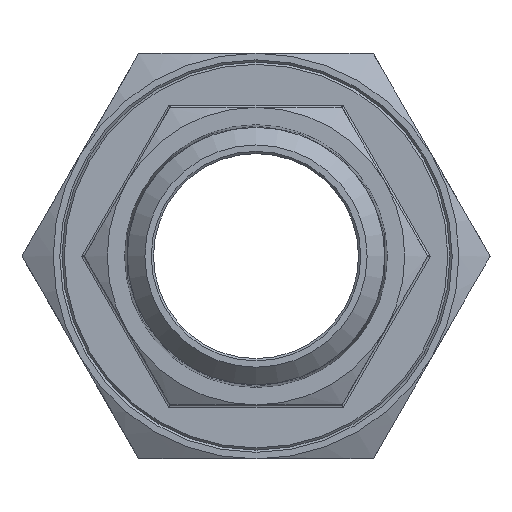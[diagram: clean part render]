
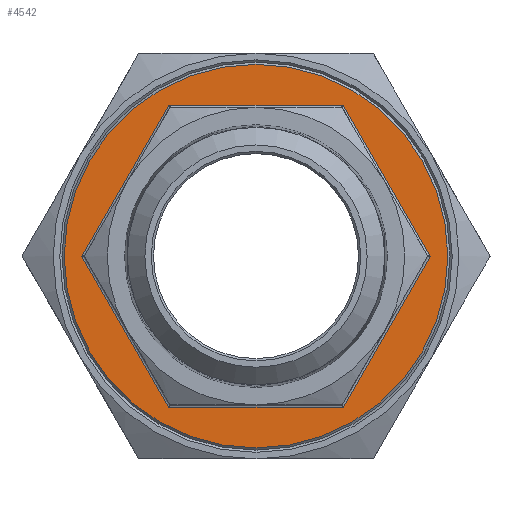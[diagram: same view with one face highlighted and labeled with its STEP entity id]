
A CAD part, left-side view. The second image highlights one B-rep face of the part: STEP entity #4542.
In plain terms, the highlighted planar face has unit normal (-1, 0, 0).
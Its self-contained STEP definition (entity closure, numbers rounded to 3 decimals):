
#1555 = LINE ( 'NONE', #1556, #9417 ) ;
#1556 = CARTESIAN_POINT ( 'NONE',  ( -12.9, 24.79, 25.563 ) ) ;
#1573 = DIRECTION ( 'NONE',  ( 0., 0.5, -0.866 ) ) ;
#1616 = DIRECTION ( 'NONE',  ( 0., 0.5, 0.866 ) ) ;
#1619 = LINE ( 'NONE', #1631, #9330 ) ;
#1631 = CARTESIAN_POINT ( 'NONE',  ( -12.9, -34.533, 8.687 ) ) ;
#1707 = DIRECTION ( 'NONE',  ( 0., 1., 0. ) ) ;
#1718 = LINE ( 'NONE', #1729, #9508 ) ;
#1729 = CARTESIAN_POINT ( 'NONE',  ( -12.9, -9.743, 34.25 ) ) ;
#1785 = EDGE_CURVE ( 'NONE', #4389, #4389, #6093, .T. ) ;
#1869 = DIRECTION ( 'NONE',  ( 0., -1., 0. ) ) ;
#1946 = CARTESIAN_POINT ( 'NONE',  ( -12.9, 9.743, -34.25 ) ) ;
#1948 = LINE ( 'NONE', #1946, #9551 ) ;
#2977 = LINE ( 'NONE', #2995, #9574 ) ;
#2995 = CARTESIAN_POINT ( 'NONE',  ( -12.9, -24.79, -25.563 ) ) ;
#3005 = DIRECTION ( 'NONE',  ( 0., -0.5, 0.866 ) ) ;
#3205 = CARTESIAN_POINT ( 'NONE',  ( -12.9, 34.533, -8.687 ) ) ;
#3225 = LINE ( 'NONE', #3205, #9606 ) ;
#3232 = DIRECTION ( 'NONE',  ( 0., -0.5, -0.866 ) ) ;
#4092 = CARTESIAN_POINT ( 'NONE',  ( -12.9, 19.774, -34.25 ) ) ;
#4110 = CARTESIAN_POINT ( 'NONE',  ( -12.9, -19.774, -34.25 ) ) ;
#4161 = CARTESIAN_POINT ( 'NONE',  ( -12.9, -19.774, 34.25 ) ) ;
#4195 = CARTESIAN_POINT ( 'NONE',  ( -12.9, 39.548, 0. ) ) ;
#4204 = CARTESIAN_POINT ( 'NONE',  ( -12.9, -39.548, 0. ) ) ;
#4261 = CARTESIAN_POINT ( 'NONE',  ( -12.9, 19.774, 34.25 ) ) ;
#4362 = CARTESIAN_POINT ( 'NONE',  ( -12.9, 0., 43.5 ) ) ;
#4389 = VERTEX_POINT ( 'NONE', #4362 ) ;
#4542 = ADVANCED_FACE ( 'NONE', ( #13799, #13791 ), #13856, .F. ) ;
#5774 = DIRECTION ( 'NONE',  ( -1., 0., 0. ) ) ;
#5788 = DIRECTION ( 'NONE',  ( 0., 0., 1. ) ) ;
#5790 = CARTESIAN_POINT ( 'NONE',  ( -12.9, 0., 0. ) ) ;
#6093 = CIRCLE ( 'NONE', #6111, 43.5 ) ;
#6111 = AXIS2_PLACEMENT_3D ( 'NONE', #5790, #5774, #5788 ) ;
#7089 = EDGE_LOOP ( 'NONE', ( #11350 ) ) ;
#7100 = EDGE_LOOP ( 'NONE', ( #11443, #11427, #11424, #11397, #11358, #11396 ) ) ;
#7535 = AXIS2_PLACEMENT_3D ( 'NONE', #13857, #13848, #13822 ) ;
#9330 = VECTOR ( 'NONE', #1616, 1000. ) ;
#9417 = VECTOR ( 'NONE', #1573, 1000. ) ;
#9508 = VECTOR ( 'NONE', #1707, 1000. ) ;
#9551 = VECTOR ( 'NONE', #1869, 1000. ) ;
#9574 = VECTOR ( 'NONE', #3005, 1000. ) ;
#9606 = VECTOR ( 'NONE', #3232, 1000. ) ;
#11350 = ORIENTED_EDGE ( 'NONE', *, *, #1785, .T. ) ;
#11358 = ORIENTED_EDGE ( 'NONE', *, *, #11745, .F. ) ;
#11396 = ORIENTED_EDGE ( 'NONE', *, *, #11690, .F. ) ;
#11397 = ORIENTED_EDGE ( 'NONE', *, *, #11622, .F. ) ;
#11424 = ORIENTED_EDGE ( 'NONE', *, *, #11670, .F. ) ;
#11427 = ORIENTED_EDGE ( 'NONE', *, *, #11617, .F. ) ;
#11443 = ORIENTED_EDGE ( 'NONE', *, *, #11783, .F. ) ;
#11617 = EDGE_CURVE ( 'NONE', #13334, #13268, #1555, .T. ) ;
#11622 = EDGE_CURVE ( 'NONE', #13289, #13328, #1619, .T. ) ;
#11670 = EDGE_CURVE ( 'NONE', #13328, #13334, #1718, .T. ) ;
#11690 = EDGE_CURVE ( 'NONE', #13244, #13229, #1948, .T. ) ;
#11745 = EDGE_CURVE ( 'NONE', #13229, #13289, #2977, .T. ) ;
#11783 = EDGE_CURVE ( 'NONE', #13268, #13244, #3225, .T. ) ;
#13229 = VERTEX_POINT ( 'NONE', #4110 ) ;
#13244 = VERTEX_POINT ( 'NONE', #4092 ) ;
#13268 = VERTEX_POINT ( 'NONE', #4195 ) ;
#13289 = VERTEX_POINT ( 'NONE', #4204 ) ;
#13328 = VERTEX_POINT ( 'NONE', #4161 ) ;
#13334 = VERTEX_POINT ( 'NONE', #4261 ) ;
#13791 = FACE_BOUND ( 'NONE', #7100, .T. ) ;
#13799 = FACE_OUTER_BOUND ( 'NONE', #7089, .T. ) ;
#13822 = DIRECTION ( 'NONE',  ( 0., 1., 0. ) ) ;
#13848 = DIRECTION ( 'NONE',  ( 1., 0., 0. ) ) ;
#13856 = PLANE ( 'NONE',  #7535 ) ;
#13857 = CARTESIAN_POINT ( 'NONE',  ( -12.9, 0., 0. ) ) ;
